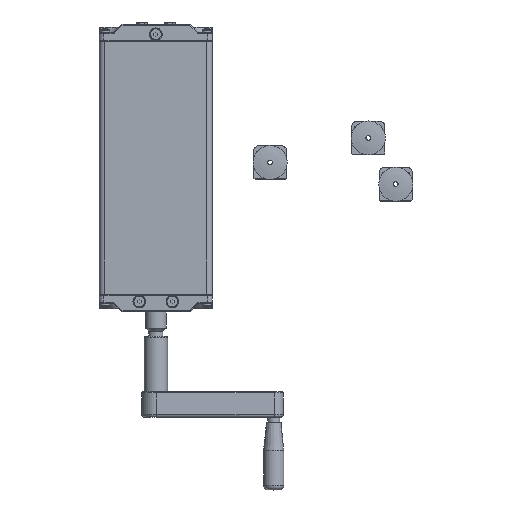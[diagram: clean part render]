
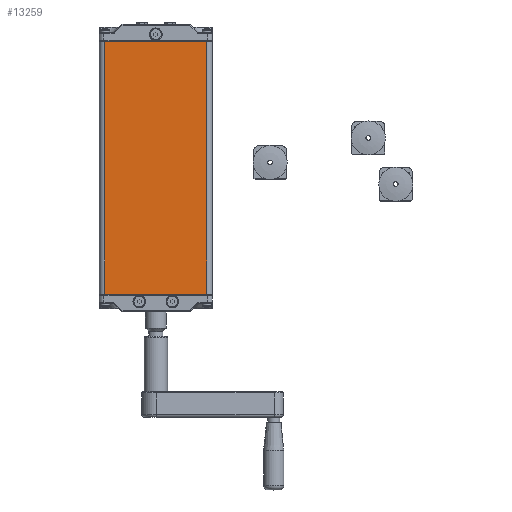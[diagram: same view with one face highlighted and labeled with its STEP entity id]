
A CAD part, top view. The second image highlights one B-rep face of the part: STEP entity #13259.
In plain terms, the highlighted planar face has unit normal (0, 0, 1).
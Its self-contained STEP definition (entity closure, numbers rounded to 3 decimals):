
#1977=FACE_OUTER_BOUND('',#2845,.T.);
#2845=EDGE_LOOP('',(#8943,#8944,#8945,#8946));
#3785=LINE('',#20855,#4767);
#3786=LINE('',#20857,#4768);
#3787=LINE('',#20859,#4769);
#3788=LINE('',#20860,#4770);
#4767=VECTOR('',#16361,267.5);
#4768=VECTOR('',#16362,108.);
#4769=VECTOR('',#16363,267.5);
#4770=VECTOR('',#16364,108.);
#5749=VERTEX_POINT('',#20853);
#5750=VERTEX_POINT('',#20854);
#5751=VERTEX_POINT('',#20856);
#5752=VERTEX_POINT('',#20858);
#6936=EDGE_CURVE('',#5749,#5750,#3785,.F.);
#6937=EDGE_CURVE('',#5750,#5751,#3786,.T.);
#6938=EDGE_CURVE('',#5751,#5752,#3787,.T.);
#6939=EDGE_CURVE('',#5752,#5749,#3788,.F.);
#8943=ORIENTED_EDGE('',*,*,#6936,.T.);
#8944=ORIENTED_EDGE('',*,*,#6937,.T.);
#8945=ORIENTED_EDGE('',*,*,#6938,.T.);
#8946=ORIENTED_EDGE('',*,*,#6939,.T.);
#12957=PLANE('',#14599);
#13259=ADVANCED_FACE('',(#1977),#12957,.T.);
#14599=AXIS2_PLACEMENT_3D('',#20852,#16359,#16360);
#16359=DIRECTION('center_axis',(0.,0.,1.));
#16360=DIRECTION('ref_axis',(1.,0.,0.));
#16361=DIRECTION('',(0.,-1.,0.));
#16362=DIRECTION('',(-1.,0.,0.));
#16363=DIRECTION('',(0.,-1.,0.));
#16364=DIRECTION('',(-1.,0.,0.));
#20852=CARTESIAN_POINT('Origin',(60.,268.5,30.));
#20853=CARTESIAN_POINT('',(54.,0.5,30.));
#20854=CARTESIAN_POINT('',(54.,268.,30.));
#20855=CARTESIAN_POINT('',(54.,268.,30.));
#20856=CARTESIAN_POINT('',(-54.,268.,30.));
#20857=CARTESIAN_POINT('',(54.,268.,30.));
#20858=CARTESIAN_POINT('',(-54.,0.5,30.));
#20859=CARTESIAN_POINT('',(-54.,268.,30.));
#20860=CARTESIAN_POINT('',(54.,0.5,30.));
